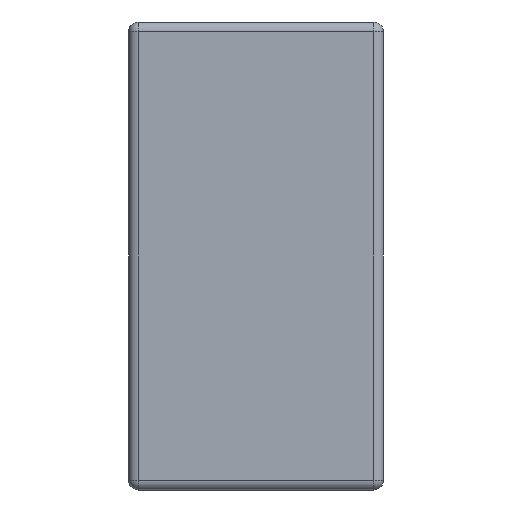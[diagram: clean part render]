
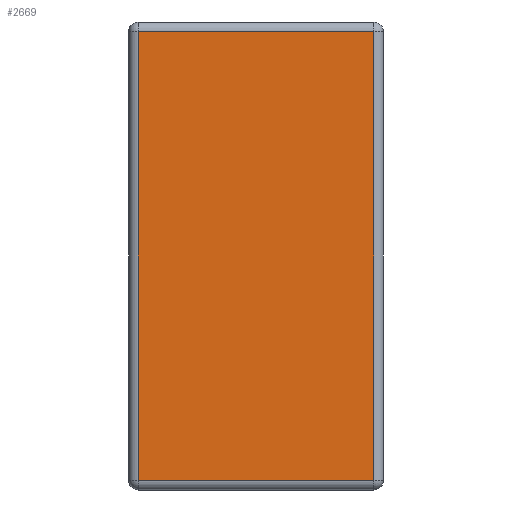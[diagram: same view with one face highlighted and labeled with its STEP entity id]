
A CAD part, left-side view. The second image highlights one B-rep face of the part: STEP entity #2669.
In plain terms, the highlighted planar face has unit normal (-1, 0, 0).
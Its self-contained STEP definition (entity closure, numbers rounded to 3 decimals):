
#76 = VECTOR ( 'NONE', #2474, 1000. ) ;
#183 = DIRECTION ( 'NONE',  ( 0., 0., 1. ) ) ;
#438 = EDGE_CURVE ( 'NONE', #1040, #3885, #1975, .T. ) ;
#644 = CARTESIAN_POINT ( 'NONE',  ( 0., 0.037, 0. ) ) ;
#1030 = VECTOR ( 'NONE', #4203, 1000. ) ;
#1040 = VERTEX_POINT ( 'NONE', #4472 ) ;
#1054 = DIRECTION ( 'NONE',  ( 0., 1., 0. ) ) ;
#1223 = ORIENTED_EDGE ( 'NONE', *, *, #438, .T. ) ;
#1629 = CARTESIAN_POINT ( 'NONE',  ( 0., 0.943, -1.8 ) ) ;
#1666 = VECTOR ( 'NONE', #1054, 1000. ) ;
#1696 = LINE ( 'NONE', #644, #3333 ) ;
#1754 = LINE ( 'NONE', #1795, #76 ) ;
#1795 = CARTESIAN_POINT ( 'NONE',  ( 0., 0., -1.763 ) ) ;
#1857 = CARTESIAN_POINT ( 'NONE',  ( 0., 0., 0. ) ) ;
#1975 = LINE ( 'NONE', #1629, #1030 ) ;
#2154 = ORIENTED_EDGE ( 'NONE', *, *, #3150, .T. ) ;
#2225 = DIRECTION ( 'NONE',  ( -1., 0., 0. ) ) ;
#2288 = EDGE_CURVE ( 'NONE', #3885, #4089, #1754, .T. ) ;
#2296 = PLANE ( 'NONE',  #2883 ) ;
#2474 = DIRECTION ( 'NONE',  ( 0., -1., 0. ) ) ;
#2475 = VERTEX_POINT ( 'NONE', #3853 ) ;
#2543 = LINE ( 'NONE', #3276, #1666 ) ;
#2584 = EDGE_CURVE ( 'NONE', #4089, #2475, #1696, .T. ) ;
#2669 = ADVANCED_FACE ( 'NONE', ( #3039 ), #2296, .T. ) ;
#2883 = AXIS2_PLACEMENT_3D ( 'NONE', #1857, #2225, #4450 ) ;
#2894 = ORIENTED_EDGE ( 'NONE', *, *, #2584, .T. ) ;
#3039 = FACE_OUTER_BOUND ( 'NONE', #4524, .T. ) ;
#3150 = EDGE_CURVE ( 'NONE', #2475, #1040, #2543, .T. ) ;
#3276 = CARTESIAN_POINT ( 'NONE',  ( 0., 0.98, -0.037 ) ) ;
#3333 = VECTOR ( 'NONE', #183, 1000. ) ;
#3853 = CARTESIAN_POINT ( 'NONE',  ( 0., 0.037, -0.037 ) ) ;
#3868 = CARTESIAN_POINT ( 'NONE',  ( 0., 0.943, -1.763 ) ) ;
#3885 = VERTEX_POINT ( 'NONE', #3868 ) ;
#4089 = VERTEX_POINT ( 'NONE', #4592 ) ;
#4122 = ORIENTED_EDGE ( 'NONE', *, *, #2288, .T. ) ;
#4203 = DIRECTION ( 'NONE',  ( 0., 0., -1. ) ) ;
#4450 = DIRECTION ( 'NONE',  ( 0., 0., 1. ) ) ;
#4472 = CARTESIAN_POINT ( 'NONE',  ( 0., 0.943, -0.037 ) ) ;
#4524 = EDGE_LOOP ( 'NONE', ( #4122, #2894, #2154, #1223 ) ) ;
#4592 = CARTESIAN_POINT ( 'NONE',  ( 0., 0.037, -1.763 ) ) ;
